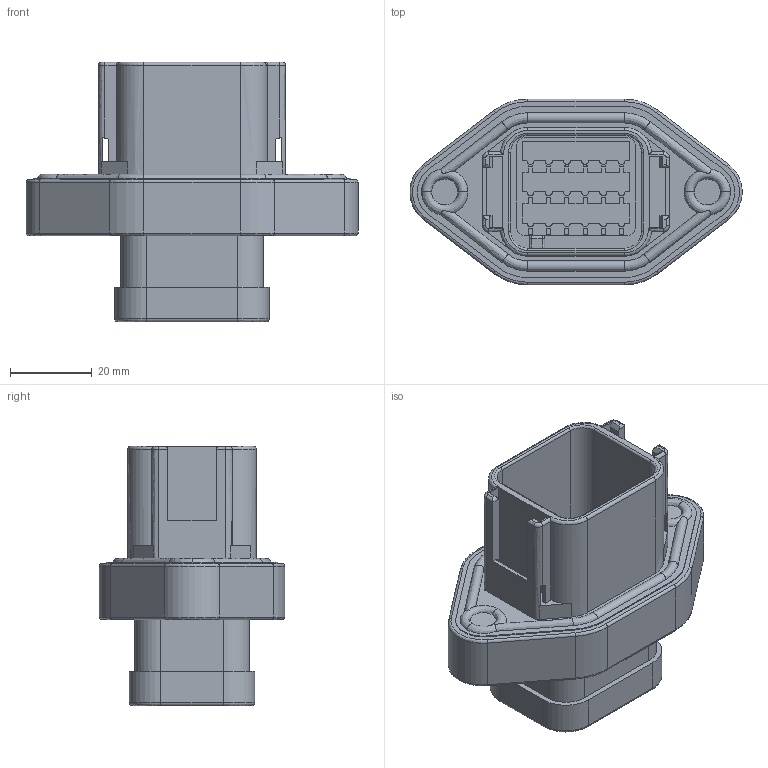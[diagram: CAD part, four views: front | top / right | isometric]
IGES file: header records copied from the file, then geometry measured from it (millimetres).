
Start section:  PTC IGES file: c-dtv02-18pa-99-3d.igs
Global section: file name: c-dtv02-18pa-99-3d.igs; native system: Pro/ENGINEER by Parametric Technology Corporation; preprocessor: 2010430; author: workeradm; organization: Unknown; units: millimetre
Bounding box: 81.07 x 45.36 x 63.37 mm (x, y, z)
Surface area: 22405.7 mm2 (no closed solid volume)
Topology: 0 solids, 0 shells, 551 faces, 2926 edges, 2926 vertices
Faces by surface type: bspline 302, revolution 249
